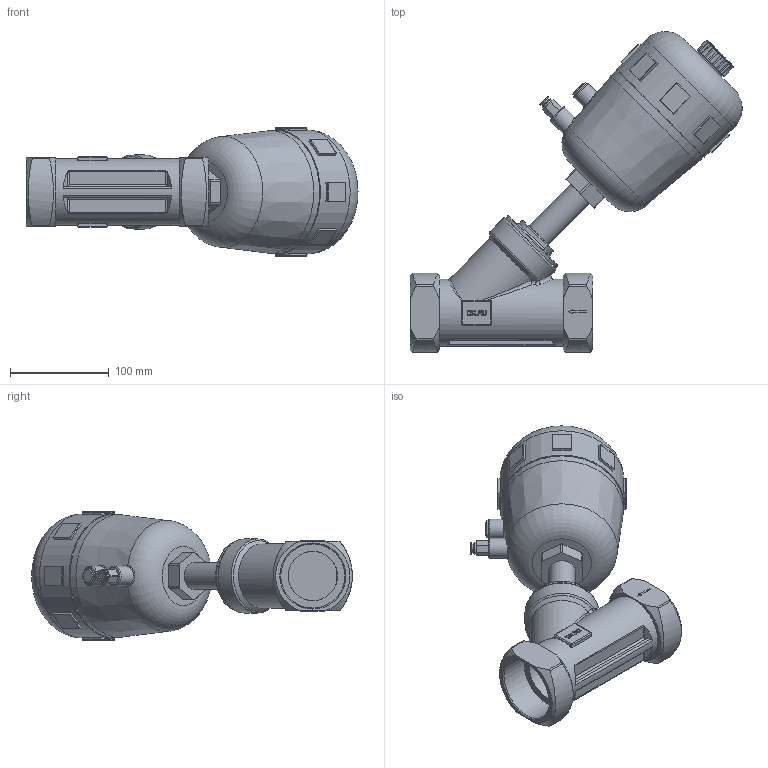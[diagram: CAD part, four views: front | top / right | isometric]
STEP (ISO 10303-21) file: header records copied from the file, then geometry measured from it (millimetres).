
FILE_DESCRIPTION(/* description */ (''),/* implementation_level */ '2;1');
FILE_NAME(/* name */ 'DN65_3D_STEP.stp',/* time_stamp */ '2024-04-17T00:49:25+03:00',/* author */ ('igorr'),/* organization */ (''),/* preprocessor_version */ 'ST-DEVELOPER v19.2',/* originating_system */ 'Autodesk Inventor 2023',/* authorisation */ '');
FILE_SCHEMA (('AUTOMOTIVE_DESIGN { 1 0 10303 214 3 1 1 }'));
Length unit declared in the file: millimetre
Products named in the file (3): Сборка; Деталь1; Деталь2
Assembly tree (2 placements, depth 2):
  Сборка
    Деталь1
    Деталь2
Bounding box: 336.22 x 324.79 x 130.5 mm (x, y, z)
Volume: 2519322.5 mm3; surface area: 223706.7 mm2
Topology: 3 solids, 4 shells, 861 faces, 2153 edges, 1342 vertices
Faces by surface type: bspline 398, plane 200, cylinder 122, torus 77, cone 56, sphere 8
Full cylindrical faces by diameter (mm): 6 x1, 8 x1, 9.071 x1, 10.388 x1, 12 x2, 17 x1, 20 x3, 27 x1, 35 x1, 50 x2, 60 x1, 65 x2, 68 x1, 71.919 x1, 75 x1, 124.354 x1, 126 x1
Entity records: 59813 total; most frequent: CARTESIAN_POINT 40691, ORIENTED_EDGE 4306, DIRECTION 2921, EDGE_CURVE 2153, VERTEX_POINT 1342, AXIS2_PLACEMENT_3D 1214, EDGE_LOOP 905, B_SPLINE_CURVE_WITH_KNOTS 898
